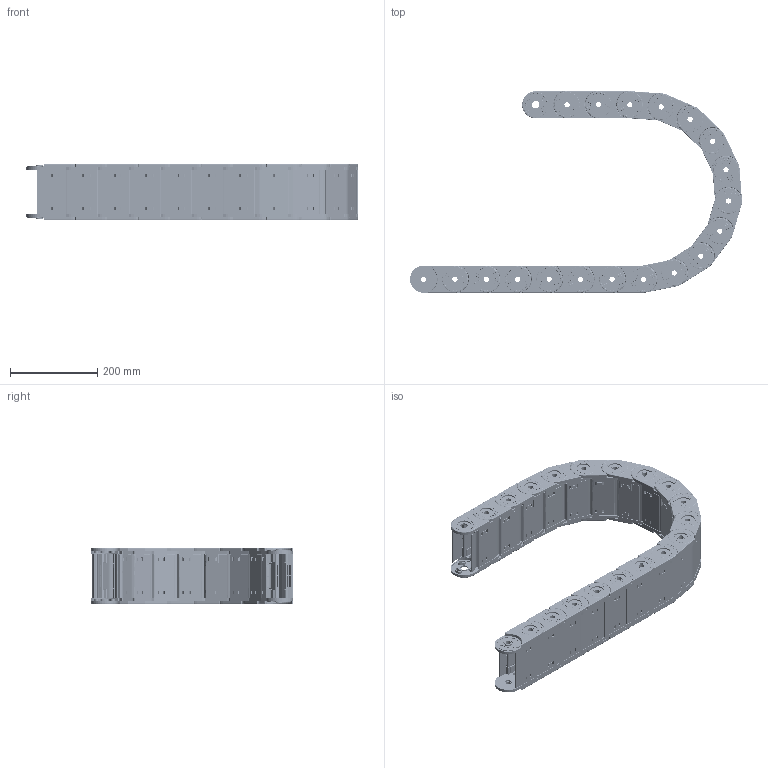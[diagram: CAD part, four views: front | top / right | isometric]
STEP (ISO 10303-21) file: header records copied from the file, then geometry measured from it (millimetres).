
FILE_DESCRIPTION (( 'STEP AP214' ), '1' );
FILE_NAME ('CK40-K100-R200.STEP', '2019-09-06T14:54:32', ( '' ), ( '' ), 'SwSTEP 2.0', 'SolidWorks 2017', '' );
FILE_SCHEMA (( 'AUTOMOTIVE_DESIGN' ));
Length unit declared in the file: millimetre
Products named in the file (2): CK40-K100-R200; CK40-K100 -AYAK
Assembly tree (19 placements, depth 2):
  CK40-K100-R200
    CK40-K100 -AYAK  x19
Bounding box: 760.88 x 462 x 128.4 mm (x, y, z)
Volume: 3067456.7 mm3; surface area: 2002873.3 mm2
Topology: 95 solids, 209 shells, 16644 faces, 43358 edges, 28557 vertices
Faces by surface type: plane 7277, cylinder 5890, bspline 1805, torus 1596, sphere 76
Entity records: 32882 total; most frequent: CARTESIAN_POINT 11012, ORIENTED_EDGE 4560, DIRECTION 4496, EDGE_CURVE 2280, AXIS2_PLACEMENT_3D 1625, VERTEX_POINT 1503, LINE 1246, VECTOR 1246
